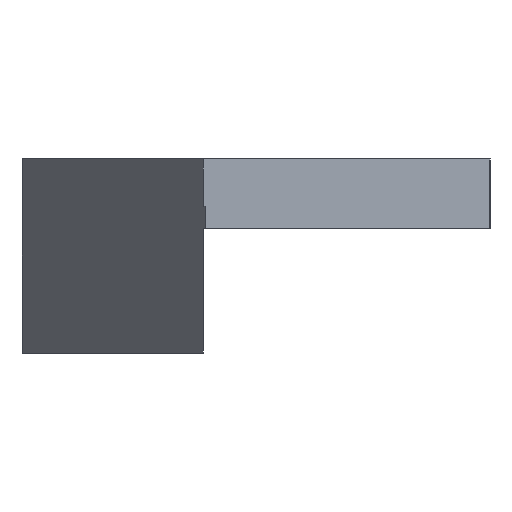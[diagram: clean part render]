
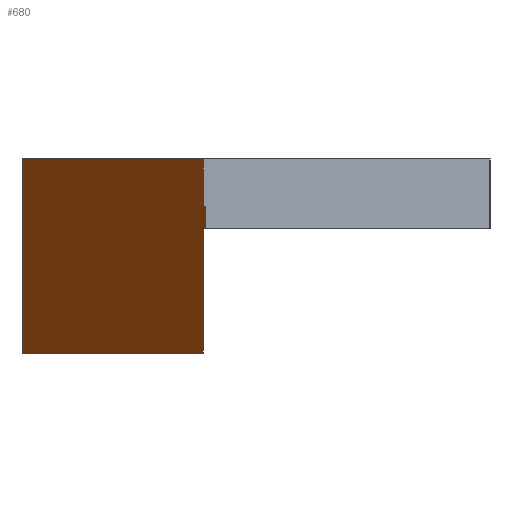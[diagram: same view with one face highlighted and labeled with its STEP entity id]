
A CAD part, left-side view. The second image highlights one B-rep face of the part: STEP entity #680.
In plain terms, the highlighted planar face has unit normal (-0.707, 0, -0.707).
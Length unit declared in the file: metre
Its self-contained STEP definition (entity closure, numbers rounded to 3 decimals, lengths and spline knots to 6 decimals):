
#44=LINE('',#989,#125);
#62=LINE('',#1044,#143);
#66=LINE('',#1052,#147);
#69=LINE('',#1058,#150);
#72=LINE('',#1063,#153);
#74=LINE('',#1068,#155);
#80=LINE('',#1078,#161);
#82=LINE('',#1081,#163);
#125=VECTOR('',#790,1.);
#143=VECTOR('',#836,1.);
#147=VECTOR('',#844,1.);
#150=VECTOR('',#849,1.);
#153=VECTOR('',#854,1.);
#155=VECTOR('',#858,1.);
#161=VECTOR('',#868,1.);
#163=VECTOR('',#872,1.);
#283=ORIENTED_EDGE('',*,*,#434,.T.);
#284=ORIENTED_EDGE('',*,*,#440,.T.);
#285=ORIENTED_EDGE('',*,*,#442,.T.);
#286=ORIENTED_EDGE('',*,*,#429,.F.);
#287=ORIENTED_EDGE('',*,*,#426,.T.);
#288=ORIENTED_EDGE('',*,*,#396,.F.);
#289=ORIENTED_EDGE('',*,*,#432,.T.);
#290=ORIENTED_EDGE('',*,*,#422,.F.);
#396=EDGE_CURVE('',#487,#488,#44,.T.);
#422=EDGE_CURVE('',#509,#511,#62,.T.);
#426=EDGE_CURVE('',#513,#488,#66,.T.);
#429=EDGE_CURVE('',#513,#515,#69,.T.);
#432=EDGE_CURVE('',#487,#511,#72,.T.);
#434=EDGE_CURVE('',#509,#517,#74,.T.);
#440=EDGE_CURVE('',#517,#519,#80,.T.);
#442=EDGE_CURVE('',#519,#515,#82,.T.);
#487=VERTEX_POINT('',#988);
#488=VERTEX_POINT('',#990);
#509=VERTEX_POINT('',#1042);
#511=VERTEX_POINT('',#1045);
#513=VERTEX_POINT('',#1053);
#515=VERTEX_POINT('',#1059);
#517=VERTEX_POINT('',#1067);
#519=VERTEX_POINT('',#1077);
#559=EDGE_LOOP('',(#283,#284,#285,#286,#287,#288,#289,#290));
#608=FACE_BOUND('',#559,.T.);
#645=PLANE('',#740);
#680=ADVANCED_FACE('',(#608),#645,.F.);
#740=AXIS2_PLACEMENT_3D('',#1080,#870,#871);
#790=DIRECTION('',(0.,-1.,0.));
#836=DIRECTION('',(0.,1.,0.));
#844=DIRECTION('',(-0.707,0.,0.707));
#849=DIRECTION('',(0.,-1.,0.));
#854=DIRECTION('',(0.707,0.,-0.707));
#858=DIRECTION('',(-0.707,0.,0.707));
#868=DIRECTION('',(0.,-1.,0.));
#870=DIRECTION('',(0.707,0.,0.707));
#871=DIRECTION('',(0.707,0.,-0.707));
#872=DIRECTION('',(-0.707,0.,0.707));
#988=CARTESIAN_POINT('',(-0.007844,0.014475,0.003));
#989=CARTESIAN_POINT('',(-0.007844,-0.00333,0.003));
#990=CARTESIAN_POINT('',(-0.007844,0.006875,0.003));
#1042=CARTESIAN_POINT('',(0.000281,0.006875,-0.005125));
#1044=CARTESIAN_POINT('',(0.000281,-0.00333,-0.005125));
#1045=CARTESIAN_POINT('',(0.000281,0.014475,-0.005125));
#1052=CARTESIAN_POINT('',(-0.003797,0.006875,-0.001047));
#1053=CARTESIAN_POINT('',(-0.005875,0.006875,0.001031));
#1058=CARTESIAN_POINT('',(-0.005875,-0.164467,0.001031));
#1059=CARTESIAN_POINT('',(-0.005875,0.0068,0.001031));
#1063=CARTESIAN_POINT('',(0.013429,0.014475,-0.018273));
#1067=CARTESIAN_POINT('',(-0.004919,0.006875,0.000075));
#1068=CARTESIAN_POINT('',(0.001703,0.006875,-0.006547));
#1077=CARTESIAN_POINT('',(-0.004919,0.0068,0.000075));
#1078=CARTESIAN_POINT('',(-0.004919,0.034475,0.000075));
#1080=CARTESIAN_POINT('',(-0.003797,-0.00333,-0.001047));
#1081=CARTESIAN_POINT('',(-0.003797,0.0068,-0.001047));
